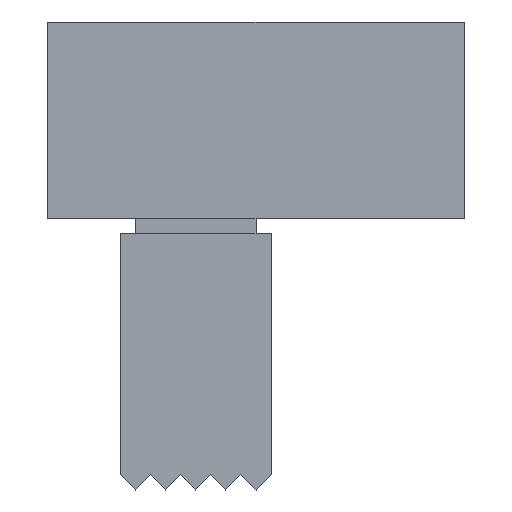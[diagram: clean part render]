
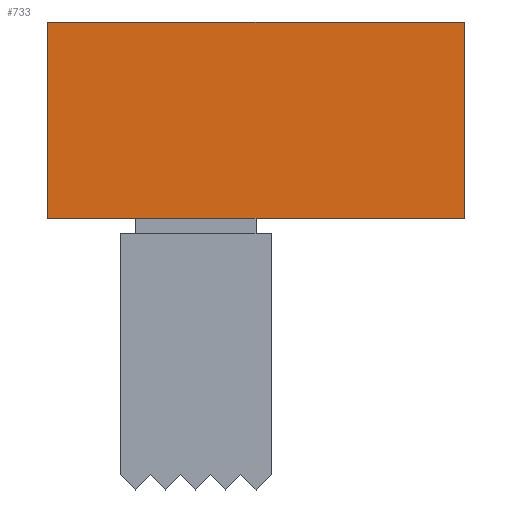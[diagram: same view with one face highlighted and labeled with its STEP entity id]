
A CAD part, top view. The second image highlights one B-rep face of the part: STEP entity #733.
In plain terms, the highlighted planar face has unit normal (0, 0, 1).
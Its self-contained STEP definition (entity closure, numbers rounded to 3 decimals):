
#27=VECTOR('',#28,1.);
#28=DIRECTION('',(1.,0.,0.));
#34=VECTOR('',#35,1.);
#35=DIRECTION('',(0.,-1.,0.));
#42=VECTOR('',#43,1.);
#43=DIRECTION('',(-1.,0.,0.));
#47=VECTOR('',#48,1.);
#48=DIRECTION('',(0.,1.,0.));
#52=DIRECTION('',(0.,0.,-1.));
#224=VERTEX_POINT('',#225);
#225=CARTESIAN_POINT('',(-2.9,2.,8.5));
#228=EDGE_CURVE('',#229,#224,#231,.T.);
#229=VERTEX_POINT('',#230);
#230=CARTESIAN_POINT('',(10.9,2.,8.5));
#231=LINE('',#230,#42);
#281=ORIENTED_EDGE('',*,*,#282,.T.);
#282=EDGE_CURVE('',#224,#283,#285,.T.);
#283=VERTEX_POINT('',#284);
#284=CARTESIAN_POINT('',(-2.9,-4.5,8.5));
#285=LINE('',#225,#34);
#678=EDGE_CURVE('',#679,#229,#681,.T.);
#679=VERTEX_POINT('',#680);
#680=CARTESIAN_POINT('',(10.9,-4.5,8.5));
#681=LINE('',#680,#47);
#733=ADVANCED_FACE('',(#734),#741,.F.);
#734=FACE_BOUND('',#735,.T.);
#735=EDGE_LOOP('',(#736,#739,#740,#281));
#736=ORIENTED_EDGE('',*,*,#737,.T.);
#737=EDGE_CURVE('',#283,#679,#738,.T.);
#738=LINE('',#284,#27);
#739=ORIENTED_EDGE('',*,*,#678,.T.);
#740=ORIENTED_EDGE('',*,*,#228,.T.);
#741=PLANE('',#742);
#742=AXIS2_PLACEMENT_3D('',#284,#52,#43);
